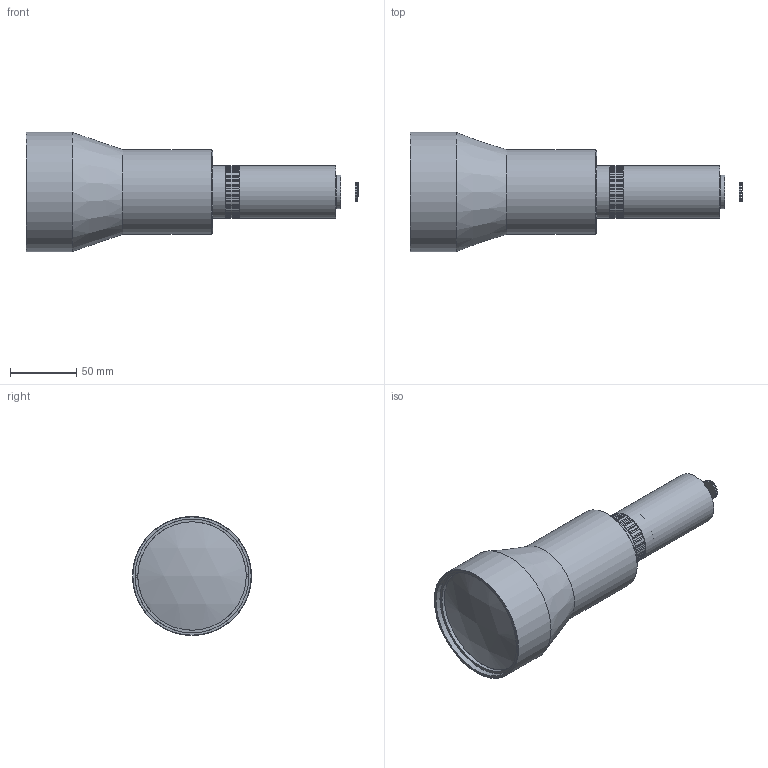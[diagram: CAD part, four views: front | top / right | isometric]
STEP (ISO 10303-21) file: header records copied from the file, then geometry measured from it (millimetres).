
FILE_DESCRIPTION (( 'STEP AP203' ), '1' );
FILE_NAME ('600069.STEP', '2022-11-08T08:23:57', ( '' ), ( '' ), 'SwSTEP 2.0', 'SolidWorks 2020', '' );
FILE_SCHEMA (( 'CONFIG_CONTROL_DESIGN' ));
Length unit declared in the file: millimetre
Products named in the file (1): 600069
Bounding box: 250.91 x 90 x 90 mm (x, y, z)
Volume: 344192.6 mm3; surface area: 165423.4 mm2
Topology: 18 solids, 18 shells, 269 faces, 618 edges, 412 vertices
Faces by surface type: cylinder 154, plane 88, sphere 13, cone 8, bspline 6
Full cylindrical faces by diameter (mm): 1.25 x1, 1.6 x2, 2 x1, 3 x1, 14.203 x1, 14.33 x1, 21.4 x1, 22 x1, 22.4 x1, 23 x1, 24.4 x1, 25 x2, 25.4 x1, 27 x2, 27.6 x1, 29 x1, 30.4 x2, 31 x4, 32 x1, 34 x2, 35 x2, 37 x1, 38.6 x1, 40 x2, 57 x1, 58 x1, 64 x4, 73 x1, 74.6 x2, 77 x2
Entity records: 7805 total; most frequent: CARTESIAN_POINT 1716, DIRECTION 1370, ORIENTED_EDGE 1066, AXIS2_PLACEMENT_3D 601, EDGE_CURVE 533, VERTEX_POINT 395, EDGE_LOOP 390, CIRCLE 337
